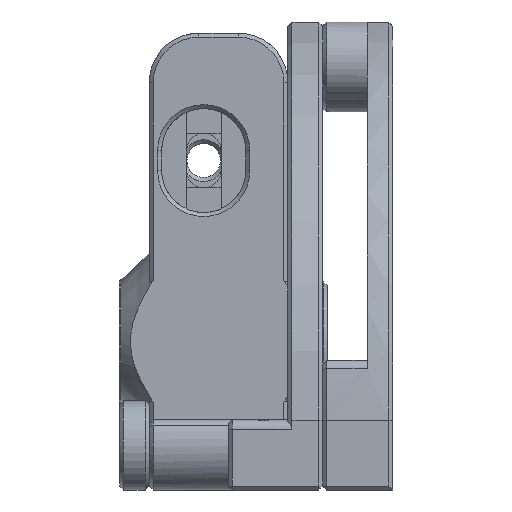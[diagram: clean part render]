
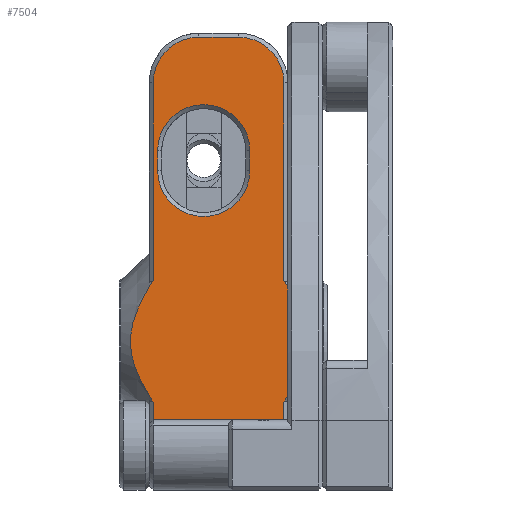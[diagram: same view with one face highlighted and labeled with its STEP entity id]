
A CAD part, front view. The second image highlights one B-rep face of the part: STEP entity #7504.
In plain terms, the highlighted planar face has unit normal (0, -1, 0).
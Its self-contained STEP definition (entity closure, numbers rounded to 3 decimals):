
#72=(
BOUNDED_CURVE()
B_SPLINE_CURVE(2,(#11858,#11859,#11860),.UNSPECIFIED.,.F.,.F.)
B_SPLINE_CURVE_WITH_KNOTS((3,3),(0.316,0.381),
 .UNSPECIFIED.)
CURVE()
GEOMETRIC_REPRESENTATION_ITEM()
RATIONAL_B_SPLINE_CURVE((1.18,1.195,1.209))
REPRESENTATION_ITEM('')
);
#73=(
BOUNDED_CURVE()
B_SPLINE_CURVE(2,(#11862,#11863,#11864),.UNSPECIFIED.,.F.,.F.)
B_SPLINE_CURVE_WITH_KNOTS((3,3),(1.833,4.824),
 .UNSPECIFIED.)
CURVE()
GEOMETRIC_REPRESENTATION_ITEM()
RATIONAL_B_SPLINE_CURVE((2.157,2.742,2.157))
REPRESENTATION_ITEM('')
);
#74=(
BOUNDED_CURVE()
B_SPLINE_CURVE(2,(#11866,#11867,#11868),.UNSPECIFIED.,.F.,.F.)
B_SPLINE_CURVE_WITH_KNOTS((3,3),(1.881,1.946),
 .UNSPECIFIED.)
CURVE()
GEOMETRIC_REPRESENTATION_ITEM()
RATIONAL_B_SPLINE_CURVE((1.209,1.195,1.18))
REPRESENTATION_ITEM('')
);
#80=(
BOUNDED_CURVE()
B_SPLINE_CURVE(2,(#11934,#11935,#11936),.UNSPECIFIED.,.F.,.F.)
B_SPLINE_CURVE_WITH_KNOTS((3,3),(0.316,0.381),
 .UNSPECIFIED.)
CURVE()
GEOMETRIC_REPRESENTATION_ITEM()
RATIONAL_B_SPLINE_CURVE((1.18,1.195,1.209))
REPRESENTATION_ITEM('')
);
#81=(
BOUNDED_CURVE()
B_SPLINE_CURVE(2,(#11938,#11939,#11940),.UNSPECIFIED.,.F.,.F.)
B_SPLINE_CURVE_WITH_KNOTS((3,3),(1.875,4.911),
 .UNSPECIFIED.)
CURVE()
GEOMETRIC_REPRESENTATION_ITEM()
RATIONAL_B_SPLINE_CURVE((2.185,2.779,2.185))
REPRESENTATION_ITEM('')
);
#82=(
BOUNDED_CURVE()
B_SPLINE_CURVE(2,(#11942,#11943,#11944),.UNSPECIFIED.,.F.,.F.)
B_SPLINE_CURVE_WITH_KNOTS((3,3),(1.881,1.946),
 .UNSPECIFIED.)
CURVE()
GEOMETRIC_REPRESENTATION_ITEM()
RATIONAL_B_SPLINE_CURVE((1.209,1.195,1.18))
REPRESENTATION_ITEM('')
);
#115=FACE_BOUND('',#1088,.T.);
#209=PLANE('',#8184);
#612=FACE_OUTER_BOUND('',#1087,.T.);
#1087=EDGE_LOOP('',(#5736,#5737,#5738,#5739,#5740,#5741,#5742,#5743,#5744,
#5745,#5746,#5747,#5748,#5749));
#1088=EDGE_LOOP('',(#5750,#5751,#5752,#5753));
#1635=LINE('',#12288,#2237);
#1638=LINE('',#12297,#2240);
#1645=LINE('',#12316,#2247);
#1646=LINE('',#12320,#2248);
#1647=LINE('',#12323,#2249);
#1648=LINE('',#12325,#2250);
#1649=LINE('',#12327,#2251);
#1650=LINE('',#12328,#2252);
#2237=VECTOR('',#9646,10.);
#2240=VECTOR('',#9657,10.);
#2247=VECTOR('',#9676,10.);
#2248=VECTOR('',#9679,10.);
#2249=VECTOR('',#9682,10.);
#2250=VECTOR('',#9683,10.);
#2251=VECTOR('',#9684,10.);
#2252=VECTOR('',#9685,10.);
#2778=CIRCLE('',#8172,4.65);
#2780=CIRCLE('',#8176,4.65);
#2785=CIRCLE('',#8185,4.6);
#2786=CIRCLE('',#8186,4.6);
#3289=VERTEX_POINT('',#11853);
#3290=VERTEX_POINT('',#11857);
#3291=VERTEX_POINT('',#11861);
#3292=VERTEX_POINT('',#11865);
#3315=VERTEX_POINT('',#11929);
#3316=VERTEX_POINT('',#11933);
#3317=VERTEX_POINT('',#11937);
#3318=VERTEX_POINT('',#11941);
#3375=VERTEX_POINT('',#12277);
#3376=VERTEX_POINT('',#12279);
#3379=VERTEX_POINT('',#12286);
#3381=VERTEX_POINT('',#12292);
#3387=VERTEX_POINT('',#12315);
#3388=VERTEX_POINT('',#12317);
#3389=VERTEX_POINT('',#12319);
#3390=VERTEX_POINT('',#12321);
#3391=VERTEX_POINT('',#12324);
#3392=VERTEX_POINT('',#12326);
#4087=EDGE_CURVE('',#3289,#3290,#72,.T.);
#4088=EDGE_CURVE('',#3291,#3290,#73,.T.);
#4089=EDGE_CURVE('',#3291,#3292,#74,.T.);
#4117=EDGE_CURVE('',#3315,#3316,#80,.T.);
#4118=EDGE_CURVE('',#3317,#3316,#81,.T.);
#4119=EDGE_CURVE('',#3317,#3318,#82,.T.);
#4213=EDGE_CURVE('',#3375,#3376,#2778,.T.);
#4217=EDGE_CURVE('',#3379,#3375,#1635,.T.);
#4220=EDGE_CURVE('',#3381,#3379,#2780,.T.);
#4222=EDGE_CURVE('',#3376,#3381,#1638,.T.);
#4232=EDGE_CURVE('',#3387,#3315,#1645,.T.);
#4233=EDGE_CURVE('',#3388,#3387,#2785,.T.);
#4234=EDGE_CURVE('',#3389,#3388,#1646,.T.);
#4235=EDGE_CURVE('',#3390,#3389,#2786,.T.);
#4236=EDGE_CURVE('',#3292,#3390,#1647,.T.);
#4237=EDGE_CURVE('',#3391,#3289,#1648,.T.);
#4238=EDGE_CURVE('',#3392,#3391,#1649,.T.);
#4239=EDGE_CURVE('',#3318,#3392,#1650,.T.);
#5736=ORIENTED_EDGE('',*,*,#4119,.F.);
#5737=ORIENTED_EDGE('',*,*,#4118,.T.);
#5738=ORIENTED_EDGE('',*,*,#4117,.F.);
#5739=ORIENTED_EDGE('',*,*,#4232,.F.);
#5740=ORIENTED_EDGE('',*,*,#4233,.F.);
#5741=ORIENTED_EDGE('',*,*,#4234,.F.);
#5742=ORIENTED_EDGE('',*,*,#4235,.F.);
#5743=ORIENTED_EDGE('',*,*,#4236,.F.);
#5744=ORIENTED_EDGE('',*,*,#4089,.F.);
#5745=ORIENTED_EDGE('',*,*,#4088,.T.);
#5746=ORIENTED_EDGE('',*,*,#4087,.F.);
#5747=ORIENTED_EDGE('',*,*,#4237,.F.);
#5748=ORIENTED_EDGE('',*,*,#4238,.F.);
#5749=ORIENTED_EDGE('',*,*,#4239,.F.);
#5750=ORIENTED_EDGE('',*,*,#4213,.F.);
#5751=ORIENTED_EDGE('',*,*,#4217,.F.);
#5752=ORIENTED_EDGE('',*,*,#4220,.F.);
#5753=ORIENTED_EDGE('',*,*,#4222,.F.);
#7504=ADVANCED_FACE('',(#612,#115),#209,.T.);
#8172=AXIS2_PLACEMENT_3D('',#12280,#9638,#9639);
#8176=AXIS2_PLACEMENT_3D('',#12294,#9651,#9652);
#8184=AXIS2_PLACEMENT_3D('',#12314,#9674,#9675);
#8185=AXIS2_PLACEMENT_3D('',#12318,#9677,#9678);
#8186=AXIS2_PLACEMENT_3D('',#12322,#9680,#9681);
#9638=DIRECTION('center_axis',(0.,-1.,0.));
#9639=DIRECTION('ref_axis',(-1.,0.,0.));
#9646=DIRECTION('',(0.,0.,-1.));
#9651=DIRECTION('center_axis',(0.,-1.,0.));
#9652=DIRECTION('ref_axis',(1.,0.,0.));
#9657=DIRECTION('',(0.,0.,1.));
#9674=DIRECTION('center_axis',(0.,-1.,0.));
#9675=DIRECTION('ref_axis',(0.,0.,1.));
#9676=DIRECTION('',(0.,0.,-1.));
#9677=DIRECTION('center_axis',(0.,1.,0.));
#9678=DIRECTION('ref_axis',(0.707,0.,0.707));
#9679=DIRECTION('',(1.,0.,0.));
#9680=DIRECTION('center_axis',(0.,1.,0.));
#9681=DIRECTION('ref_axis',(-0.707,0.,0.707));
#9682=DIRECTION('',(0.,0.,1.));
#9683=DIRECTION('',(0.,0.,1.));
#9684=DIRECTION('',(-1.,0.,0.));
#9685=DIRECTION('',(0.,0.,-1.));
#11853=CARTESIAN_POINT('',(-24.175,-15.5,-6.123));
#11857=CARTESIAN_POINT('',(-24.575,-15.5,-5.496));
#11858=CARTESIAN_POINT('Ctrl Pts',(-24.175,-15.5,-6.123));
#11859=CARTESIAN_POINT('Ctrl Pts',(-24.386,-15.5,-5.803));
#11860=CARTESIAN_POINT('Ctrl Pts',(-24.575,-15.5,-5.496));
#11861=CARTESIAN_POINT('',(-24.575,-15.5,5.496));
#11862=CARTESIAN_POINT('Ctrl Pts',(-24.575,-15.5,5.496));
#11863=CARTESIAN_POINT('Ctrl Pts',(-27.969,-15.5,0.));
#11864=CARTESIAN_POINT('Ctrl Pts',(-24.575,-15.5,-5.496));
#11865=CARTESIAN_POINT('',(-24.175,-15.5,6.123));
#11866=CARTESIAN_POINT('Ctrl Pts',(-24.575,-15.5,5.496));
#11867=CARTESIAN_POINT('Ctrl Pts',(-24.386,-15.5,5.803));
#11868=CARTESIAN_POINT('Ctrl Pts',(-24.175,-15.5,6.123));
#11929=CARTESIAN_POINT('',(-10.975,-15.5,6.123));
#11933=CARTESIAN_POINT('',(-10.575,-15.5,5.496));
#11934=CARTESIAN_POINT('Ctrl Pts',(-10.975,-15.5,6.123));
#11935=CARTESIAN_POINT('Ctrl Pts',(-10.764,-15.5,5.803));
#11936=CARTESIAN_POINT('Ctrl Pts',(-10.575,-15.5,5.496));
#11937=CARTESIAN_POINT('',(-10.575,-15.5,-5.496));
#11938=CARTESIAN_POINT('Ctrl Pts',(-10.575,-15.5,-5.496));
#11939=CARTESIAN_POINT('Ctrl Pts',(-7.181,-15.5,0.));
#11940=CARTESIAN_POINT('Ctrl Pts',(-10.575,-15.5,5.496));
#11941=CARTESIAN_POINT('',(-10.975,-15.5,-6.123));
#11942=CARTESIAN_POINT('Ctrl Pts',(-10.575,-15.5,-5.496));
#11943=CARTESIAN_POINT('Ctrl Pts',(-10.764,-15.5,-5.803));
#11944=CARTESIAN_POINT('Ctrl Pts',(-10.975,-15.5,-6.123));
#12277=CARTESIAN_POINT('',(-23.725,-15.5,17.25));
#12279=CARTESIAN_POINT('',(-14.425,-15.5,17.25));
#12280=CARTESIAN_POINT('Origin',(-19.075,-15.5,17.25));
#12286=CARTESIAN_POINT('',(-23.725,-15.5,19.25));
#12288=CARTESIAN_POINT('',(-23.725,-15.5,2.875));
#12292=CARTESIAN_POINT('',(-14.425,-15.5,19.25));
#12294=CARTESIAN_POINT('Origin',(-19.075,-15.5,19.25));
#12297=CARTESIAN_POINT('',(-14.425,-15.5,3.875));
#12314=CARTESIAN_POINT('Origin',(-10.575,-15.5,-11.5));
#12315=CARTESIAN_POINT('',(-10.975,-15.5,26.1));
#12316=CARTESIAN_POINT('',(-10.975,-15.5,-1.725));
#12317=CARTESIAN_POINT('',(-15.575,-15.5,30.7));
#12318=CARTESIAN_POINT('Origin',(-15.575,-15.5,26.1));
#12319=CARTESIAN_POINT('',(-19.575,-15.5,30.7));
#12320=CARTESIAN_POINT('',(-10.575,-15.5,30.7));
#12321=CARTESIAN_POINT('',(-24.175,-15.5,26.1));
#12322=CARTESIAN_POINT('Origin',(-19.575,-15.5,26.1));
#12323=CARTESIAN_POINT('',(-24.175,-15.5,-1.725));
#12324=CARTESIAN_POINT('',(-24.175,-15.5,-11.5));
#12325=CARTESIAN_POINT('',(-24.175,-15.5,-1.725));
#12326=CARTESIAN_POINT('',(-10.975,-15.5,-11.5));
#12327=CARTESIAN_POINT('',(-10.575,-15.5,-11.5));
#12328=CARTESIAN_POINT('',(-10.975,-15.5,-1.725));
